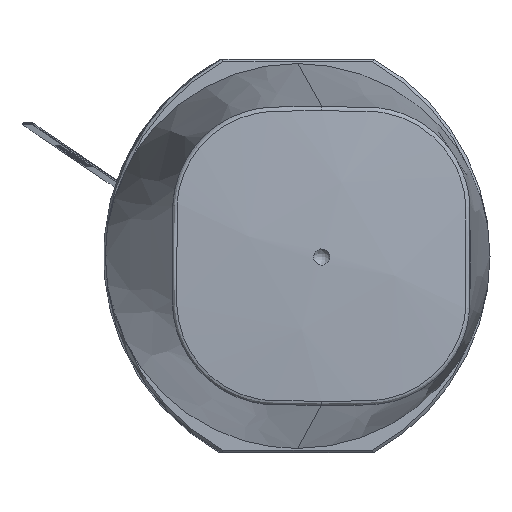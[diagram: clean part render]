
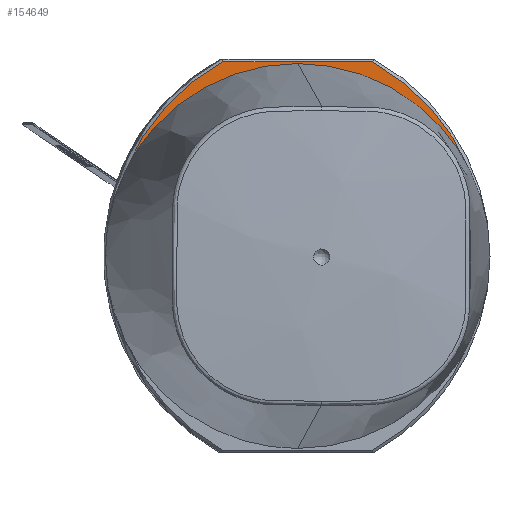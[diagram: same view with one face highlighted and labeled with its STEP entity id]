
A CAD part, left-side view. The second image highlights one B-rep face of the part: STEP entity #154649.
In plain terms, the highlighted face is planar.
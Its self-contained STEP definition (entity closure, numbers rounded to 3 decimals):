
#4880 = CARTESIAN_POINT ( 'NONE',  ( 18.955, -6.304, -7.903 ) ) ;
#8685 = CARTESIAN_POINT ( 'NONE',  ( 9.046, -6.304, -18.431 ) ) ;
#14180 = DIRECTION ( 'NONE',  ( 0., 1., 0. ) ) ;
#15557 = CARTESIAN_POINT ( 'NONE',  ( 9.046, -6.304, -18.431 ) ) ;
#18921 = ORIENTED_EDGE ( 'NONE', *, *, #122661, .T. ) ;
#19535 = CARTESIAN_POINT ( 'NONE',  ( 17.933, -6.304, -10.041 ) ) ;
#19850 = CARTESIAN_POINT ( 'NONE',  ( 20.002, -6.304, 4.727 ) ) ;
#20792 = CARTESIAN_POINT ( 'NONE',  ( 13.076, -6.304, -15.857 ) ) ;
#21111 = ORIENTED_EDGE ( 'NONE', *, *, #181481, .F. ) ;
#32904 = CARTESIAN_POINT ( 'NONE',  ( 19.607, -6.304, -6.108 ) ) ;
#33317 = CIRCLE ( 'NONE', #80583, 23.633 ) ;
#34446 = CARTESIAN_POINT ( 'NONE',  ( 12.33, -6.304, 16.445 ) ) ;
#35084 = CARTESIAN_POINT ( 'NONE',  ( 18.955, -6.304, 7.902 ) ) ;
#35589 = VERTEX_POINT ( 'NONE', #15557 ) ;
#40810 = CARTESIAN_POINT ( 'NONE',  ( 20.7, -6.304, 0. ) ) ;
#48948 = EDGE_LOOP ( 'NONE', ( #21111, #175952, #119104, #63957, #18921 ) ) ;
#49729 = CARTESIAN_POINT ( 'NONE',  ( 13.08, -6.304, 15.854 ) ) ;
#51351 = DIRECTION ( 'NONE',  ( 0., 0., -1. ) ) ;
#52207 = CARTESIAN_POINT ( 'NONE',  ( 9.051, -6.304, 18.428 ) ) ;
#52605 = CARTESIAN_POINT ( 'NONE',  ( 12.328, -6.304, -16.446 ) ) ;
#55378 = VERTEX_POINT ( 'NONE', #103837 ) ;
#62201 = CARTESIAN_POINT ( 'NONE',  ( 19.133, -6.304, -7.463 ) ) ;
#63957 = ORIENTED_EDGE ( 'NONE', *, *, #104878, .T. ) ;
#64831 = DIRECTION ( 'NONE',  ( 0., 1., 0. ) ) ;
#65382 = CARTESIAN_POINT ( 'NONE',  ( 0., -6.304, 3.403 ) ) ;
#70166 = DIRECTION ( 'NONE',  ( 0., 0., -1. ) ) ;
#70938 = CIRCLE ( 'NONE', #103471, 23.634 ) ;
#71890 = EDGE_CURVE ( 'NONE', #90742, #133378, #70938, .T. ) ;
#74349 = VECTOR ( 'NONE', #70166, 1000. ) ;
#74695 = CARTESIAN_POINT ( 'NONE',  ( 20.463, -6.304, 1.912 ) ) ;
#77163 = CARTESIAN_POINT ( 'NONE',  ( 9.051, -6.304, 18.428 ) ) ;
#77483 = CARTESIAN_POINT ( 'NONE',  ( 20.531, -6.304, 0. ) ) ;
#78113 = CARTESIAN_POINT ( 'NONE',  ( 17.18, -6.304, -11.252 ) ) ;
#78140 = DIRECTION ( 'NONE',  ( 0., 1., 0. ) ) ;
#79690 = CARTESIAN_POINT ( 'NONE',  ( 19.606, -6.304, 6.111 ) ) ;
#79889 = EDGE_CURVE ( 'NONE', #55378, #90742, #163603, .T. ) ;
#80583 = AXIS2_PLACEMENT_3D ( 'NONE', #65382, #78140, #51351 ) ;
#90742 = VERTEX_POINT ( 'NONE', #52207 ) ;
#91821 = CARTESIAN_POINT ( 'NONE',  ( 19.458, -6.304, 6.567 ) ) ;
#92137 = CARTESIAN_POINT ( 'NONE',  ( 20.002, -6.304, -4.726 ) ) ;
#92457 = CARTESIAN_POINT ( 'NONE',  ( 16.362, -6.304, 12.438 ) ) ;
#95941 = CARTESIAN_POINT ( 'NONE',  ( 9.909, -6.304, -18.007 ) ) ;
#100932 = VERTEX_POINT ( 'NONE', #146363 ) ;
#101114 = CARTESIAN_POINT ( 'NONE',  ( 20.7, -6.304, 8.001 ) ) ;
#103471 = AXIS2_PLACEMENT_3D ( 'NONE', #137446, #64831, #106283 ) ;
#103837 = CARTESIAN_POINT ( 'NONE',  ( 20.531, -6.304, 0. ) ) ;
#104878 = EDGE_CURVE ( 'NONE', #133378, #100932, #151764, .T. ) ;
#106283 = DIRECTION ( 'NONE',  ( 0., 0., -1. ) ) ;
#106776 = CARTESIAN_POINT ( 'NONE',  ( 18.377, -6.304, -9.204 ) ) ;
#107092 = CARTESIAN_POINT ( 'NONE',  ( 16.929, -6.304, 11.655 ) ) ;
#108040 = CARTESIAN_POINT ( 'NONE',  ( 15.139, -6.304, -13.901 ) ) ;
#110587 = CARTESIAN_POINT ( 'NONE',  ( 10.738, -6.304, -17.526 ) ) ;
#119104 = ORIENTED_EDGE ( 'NONE', *, *, #71890, .T. ) ;
#119863 = CARTESIAN_POINT ( 'NONE',  ( 20.531, -6.304, 0.961 ) ) ;
#120173 = CARTESIAN_POINT ( 'NONE',  ( 20.463, -6.304, -1.912 ) ) ;
#121732 = CARTESIAN_POINT ( 'NONE',  ( 17.935, -6.304, 10.039 ) ) ;
#122044 = CARTESIAN_POINT ( 'NONE',  ( 16.351, -6.304, -12.426 ) ) ;
#122661 = EDGE_CURVE ( 'NONE', #100932, #35589, #33317, .T. ) ;
#122985 = CARTESIAN_POINT ( 'NONE',  ( 18.378, -6.304, 9.202 ) ) ;
#133378 = VERTEX_POINT ( 'NONE', #101114 ) ;
#135120 = CARTESIAN_POINT ( 'NONE',  ( 20.199, -6.304, 3.795 ) ) ;
#135896 = B_SPLINE_CURVE_WITH_KNOTS ( 'NONE', 3,
 ( #77483, #150662, #120173, #165330, #92137, #32904, #149424, #62201, #4880, #106776, #19535, #78113, #179943, #122044, #138595, #108040, #182488, #20792, #52605, #110587, #95941, #8685 ),
 .UNSPECIFIED., .F., .F.,
 ( 4, 2, 2, 2, 2, 2, 2, 2, 2, 2, 4 ),
 ( 0., 0.003, 0.006, 0.007, 0.009, 0.011, 0.013, 0.014, 0.017, 0.02, 0.023 ),
 .UNSPECIFIED. ) ;
#136382 = CARTESIAN_POINT ( 'NONE',  ( 15.142, -6.304, 13.898 ) ) ;
#136997 = CARTESIAN_POINT ( 'NONE',  ( 9.913, -6.304, 18.005 ) ) ;
#137446 = CARTESIAN_POINT ( 'NONE',  ( 0., -6.304, -3.403 ) ) ;
#137636 = CARTESIAN_POINT ( 'NONE',  ( 10.741, -6.304, 17.523 ) ) ;
#138595 = CARTESIAN_POINT ( 'NONE',  ( 16.056, -6.304, -12.805 ) ) ;
#146363 = CARTESIAN_POINT ( 'NONE',  ( 20.7, -6.304, -8.001 ) ) ;
#149424 = CARTESIAN_POINT ( 'NONE',  ( 19.459, -6.304, -6.566 ) ) ;
#150662 = CARTESIAN_POINT ( 'NONE',  ( 20.531, -6.304, -0.961 ) ) ;
#151764 = LINE ( 'NONE', #40810, #74349 ) ;
#154649 = ADVANCED_FACE ( 'NONE', ( #157977 ), #186710, .T. ) ;
#157977 = FACE_OUTER_BOUND ( 'NONE', #48948, .T. ) ;
#158728 = DIRECTION ( 'NONE',  ( 0., 0., 1. ) ) ;
#161889 = CARTESIAN_POINT ( 'NONE',  ( 20.531, -6.304, 0. ) ) ;
#163603 = B_SPLINE_CURVE_WITH_KNOTS ( 'NONE', 3,
 ( #161889, #119863, #74695, #135120, #19850, #79690, #91821, #181531, #35084, #122985, #121732, #107092, #92457, #136382, #166885, #49729, #34446, #137636, #136997, #77163 ),
 .UNSPECIFIED., .F., .F.,
 ( 4, 2, 2, 2, 2, 2, 2, 2, 2, 4 ),
 ( 0., 0.003, 0.006, 0.007, 0.009, 0.011, 0.014, 0.017, 0.02, 0.023 ),
 .UNSPECIFIED. ) ;
#165330 = CARTESIAN_POINT ( 'NONE',  ( 20.199, -6.304, -3.795 ) ) ;
#166885 = CARTESIAN_POINT ( 'NONE',  ( 14.485, -6.304, 14.581 ) ) ;
#175952 = ORIENTED_EDGE ( 'NONE', *, *, #79889, .T. ) ;
#179943 = CARTESIAN_POINT ( 'NONE',  ( 16.913, -6.304, -11.649 ) ) ;
#181481 = EDGE_CURVE ( 'NONE', #55378, #35589, #135896, .T. ) ;
#181531 = CARTESIAN_POINT ( 'NONE',  ( 19.133, -6.304, 7.462 ) ) ;
#182488 = CARTESIAN_POINT ( 'NONE',  ( 14.482, -6.304, -14.584 ) ) ;
#186169 = AXIS2_PLACEMENT_3D ( 'NONE', #187349, #14180, #158728 ) ;
#186710 = PLANE ( 'NONE',  #186169 ) ;
#187349 = CARTESIAN_POINT ( 'NONE',  ( -17.517, -6.304, 0. ) ) ;
